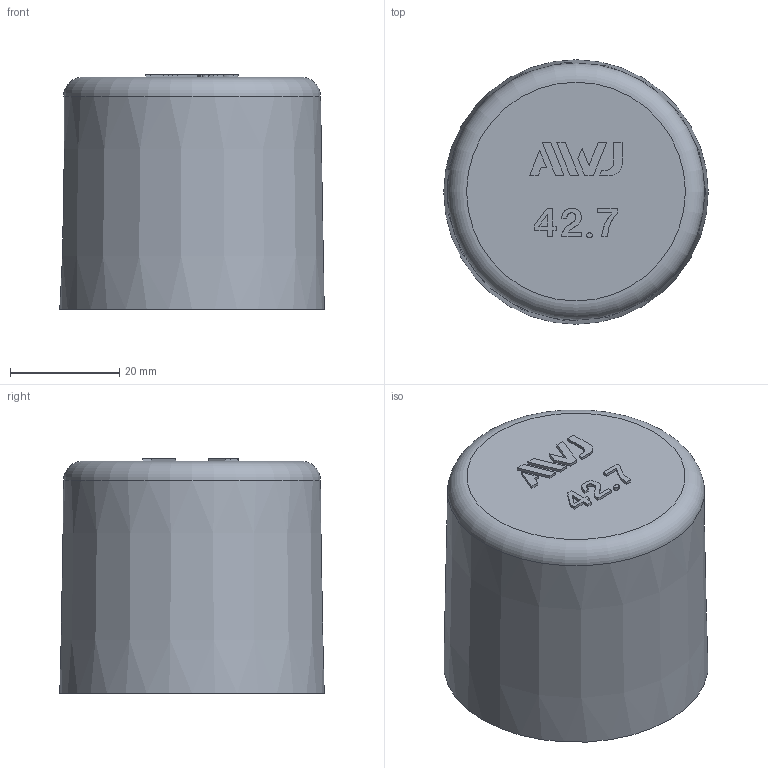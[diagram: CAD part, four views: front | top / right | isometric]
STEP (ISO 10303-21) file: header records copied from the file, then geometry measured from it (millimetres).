
FILE_DESCRIPTION( ( 'STEP AP203' ), '1' );
FILE_NAME( '32A.step', '2022-07-25T05:08:59', ( ' ' ), ( ' ' ), 'XStep 1.0', ' ', ' ' );
FILE_SCHEMA( ( 'CONFIG_CONTROL_DESIGN' ) );
Length unit declared in the file: millimetre
Products named in the file (1): 1
Bounding box: 48.4 x 48.4 x 43 mm (x, y, z)
Volume: 18237.6 mm3; surface area: 15009.1 mm2
Topology: 1 solids, 1 shells, 73 faces, 178 edges, 118 vertices
Faces by surface type: plane 62, extrusion 5, cylinder 2, cone 2, torus 2
Entity records: 2249 total; most frequent: CARTESIAN_POINT 595, ORIENTED_EDGE 346, DIRECTION 273, EDGE_CURVE 173, VERTEX_POINT 118, VECTOR 115, LINE 110, EDGE_LOOP 89
